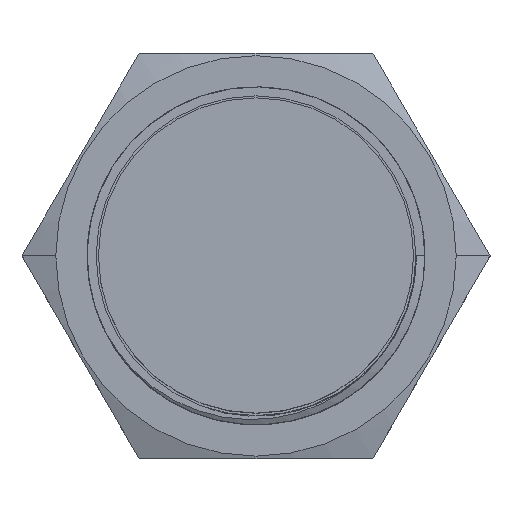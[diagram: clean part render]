
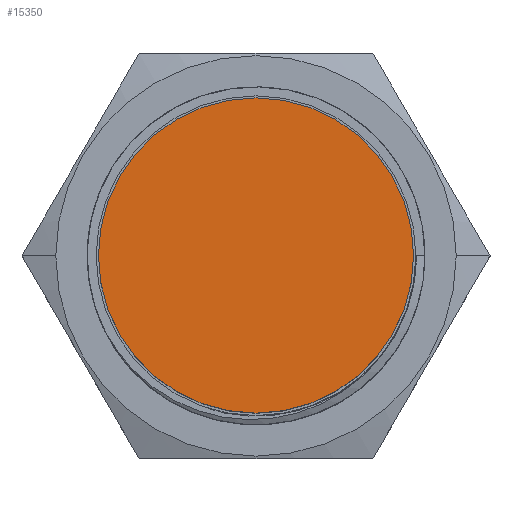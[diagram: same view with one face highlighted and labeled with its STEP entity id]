
A CAD part, top view. The second image highlights one B-rep face of the part: STEP entity #15350.
In plain terms, the highlighted planar face has unit normal (0, 0, 1).
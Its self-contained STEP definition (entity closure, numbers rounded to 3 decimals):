
#3887=CARTESIAN_POINT('',(0.,0.,46.));
#3888=DIRECTION('',(0.,0.,1.));
#3889=DIRECTION('',(-1.,0.,0.));
#3890=AXIS2_PLACEMENT_3D('',#3887,#3888,#3889);
#3892=CARTESIAN_POINT('',(0.,0.,46.));
#3893=DIRECTION('',(0.,0.,1.));
#3894=DIRECTION('',(1.,0.,0.));
#3895=AXIS2_PLACEMENT_3D('',#3892,#3893,#3894);
#5185=CARTESIAN_POINT('',(-14.,0.,46.));
#5186=CARTESIAN_POINT('',(14.,0.,46.));
#5187=VERTEX_POINT('',#5185);
#5188=VERTEX_POINT('',#5186);
#15341=CARTESIAN_POINT('',(0.,0.,46.));
#15342=DIRECTION('',(0.,0.,1.));
#15343=DIRECTION('',(-1.,0.,0.));
#15344=AXIS2_PLACEMENT_3D('',#15341,#15342,#15343);
#15345=PLANE('',#15344);
#15346=ORIENTED_EDGE('',*,*,#15321,.F.);
#15347=ORIENTED_EDGE('',*,*,#15335,.F.);
#15348=EDGE_LOOP('',(#15346,#15347));
#15349=FACE_OUTER_BOUND('',#15348,.F.);
#15350=ADVANCED_FACE('',(#15349),#15345,.T.);
#3891=CIRCLE('',#3890,14.);
#3896=CIRCLE('',#3895,14.);
#15321=EDGE_CURVE('',#5187,#5188,#3891,.T.);
#15335=EDGE_CURVE('',#5188,#5187,#3896,.T.);
